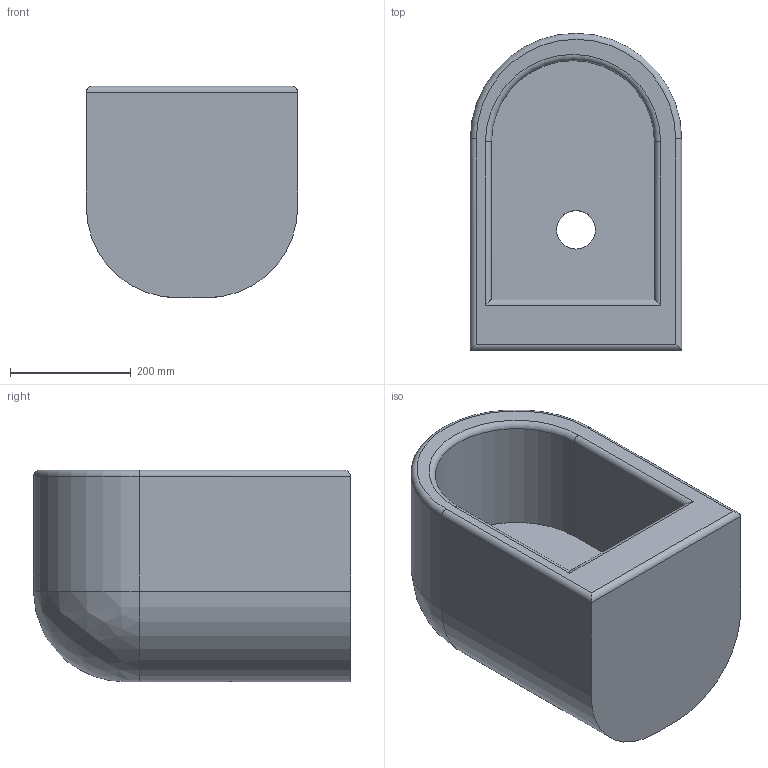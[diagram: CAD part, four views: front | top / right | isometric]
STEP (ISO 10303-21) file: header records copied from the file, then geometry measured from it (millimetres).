
FILE_DESCRIPTION(('FreeCAD Model'),'2;1');
FILE_NAME('WallHungBidet.step','2019-11-16T09:16:07',('Author'),(''), 'Open CASCADE STEP processor 7.3','FreeCAD','Unknown');
FILE_SCHEMA(('AUTOMOTIVE_DESIGN { 1 0 10303 214 1 1 1 1 }'));
Length unit declared in the file: millimetre
Products named in the file (1): Bidet
Bounding box: 350 x 525 x 350 mm (x, y, z)
Volume: 33877142.3 mm3; surface area: 1060474.4 mm2
Topology: 1 solids, 1 shells, 24 faces, 56 edges, 34 vertices
Faces by surface type: cylinder 11, plane 10, torus 2, revolution 1
Full cylindrical faces by diameter (mm): 64 x1
Entity records: 1649 total; most frequent: CARTESIAN_POINT 478, DIRECTION 221, LINE 120, VECTOR 120, ORIENTED_EDGE 112, PCURVE 112, DEFINITIONAL_REPRESENTATION 112, EDGE_CURVE 56
